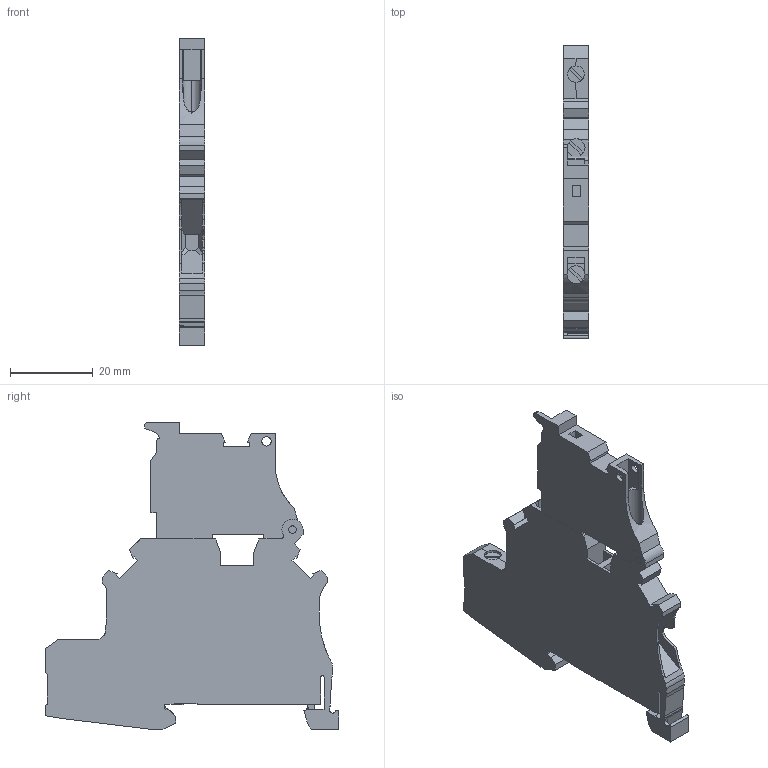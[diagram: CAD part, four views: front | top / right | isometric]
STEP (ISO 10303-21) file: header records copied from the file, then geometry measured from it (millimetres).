
FILE_DESCRIPTION(('Creo Elements/Direct Modeling STEP Export'),'2;1');
FILE_NAME('model.stp','2020-10-29T 1:42:38',(''),(''),'Creo Elements/Direct Modeling STEP processor for AP214 (Solid Model)','Creo Elements/Direct Modeling 20.1A 29-Sep-2018 (C) Parametric Technology GmbH','');
FILE_SCHEMA(('AUTOMOTIVE_DESIGN { 1 0 10303 214 1 1 1 1 }'));
Length unit declared in the file: millimetre
Products named in the file (2): UT_4_PE_HESI_LED_60_5X20-select
Assembly tree (1 placements, depth 2):
  UT_4_PE_HESI_LED_60_5X20-select
    UT_4_PE_HESI_LED_60_5X20-select
Bounding box: 6.15 x 70.83 x 74.13 mm (x, y, z)
Volume: 16970.6 mm3; surface area: 10513.7 mm2
Topology: 1 solids, 1 shells, 263 faces, 770 edges, 510 vertices
Faces by surface type: plane 221, cylinder 42
Entity records: 10785 total; most frequent: CARTESIAN_POINT 1772, ORIENTED_EDGE 1540, DIRECTION 1303, EDGE_CURVE 770, VECTOR 629, LINE 629, VERTEX_POINT 510, AXIS2_PLACEMENT_3D 337
